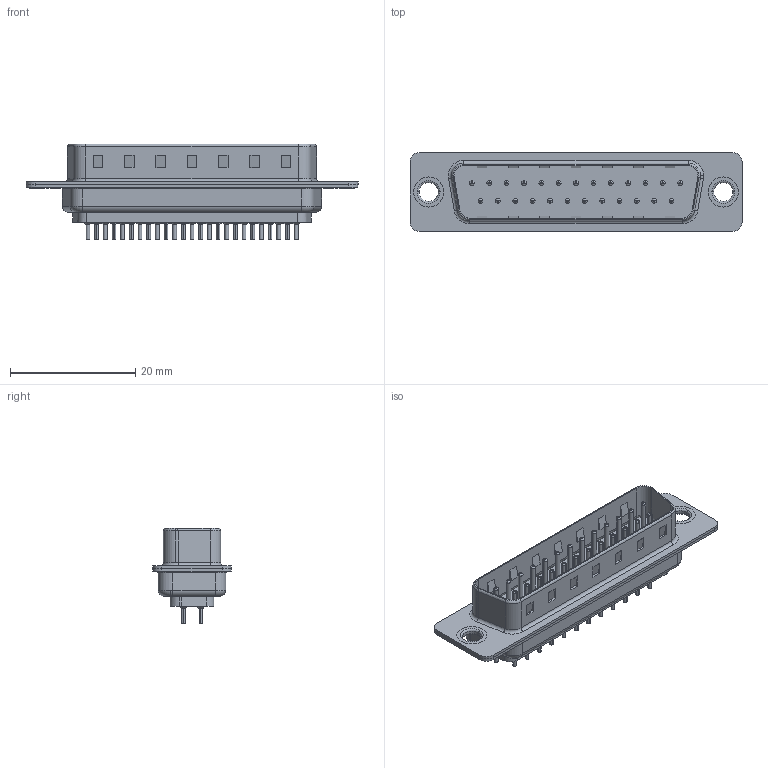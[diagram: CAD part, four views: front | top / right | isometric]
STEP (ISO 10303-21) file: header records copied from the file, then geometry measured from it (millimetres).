
FILE_DESCRIPTION (( 'STEP AP203' ), '1' );
FILE_NAME ('627-025-228-541.STEP', '2018-10-05T04:03:19', ( '' ), ( '' ), 'SwSTEP 2.0', 'SolidWorks 2016', '' );
FILE_SCHEMA (( 'CONFIG_CONTROL_DESIGN' ));
Length unit declared in the file: millimetre
Products named in the file (7): 627 Contact Row 1_28L; 627 Contact Row 2_28L; 627 Thru Hole Rivet; 627-025-228-541; 627 Housing_25 LP; 627 Shell Front_25 Contacts; 627 Shell Rear_25 Contacts
Assembly tree (30 placements, depth 2):
  627-025-228-541
    627 Housing_25 LP
    627 Shell Front_25 Contacts
    627 Shell Rear_25 Contacts
    627 Contact Row 1_28L  x13
    627 Contact Row 2_28L  x12
    627 Thru Hole Rivet  x2
Bounding box: 53 x 12.6 x 15.3 mm (x, y, z)
Volume: 2592 mm3; surface area: 7515.6 mm2
Topology: 30 solids, 30 shells, 2800 faces, 7300 edges, 4521 vertices
Faces by surface type: cylinder 1046, plane 771, torus 733, cone 250
Entity records: 23311 total; most frequent: CARTESIAN_POINT 4214, DIRECTION 3999, ORIENTED_EDGE 3510, EDGE_CURVE 1755, AXIS2_PLACEMENT_3D 1580, VERTEX_POINT 1116, EDGE_LOOP 861, VECTOR 839
